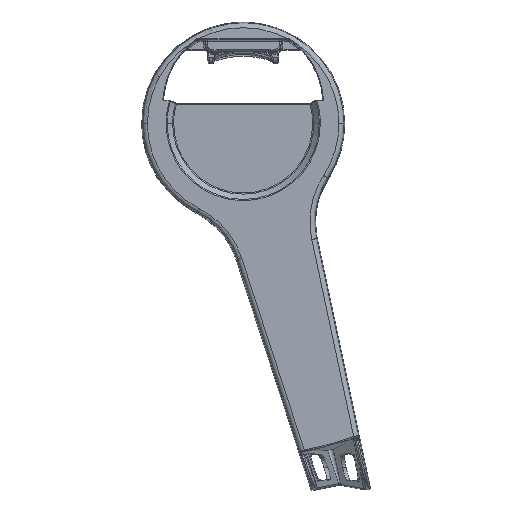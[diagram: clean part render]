
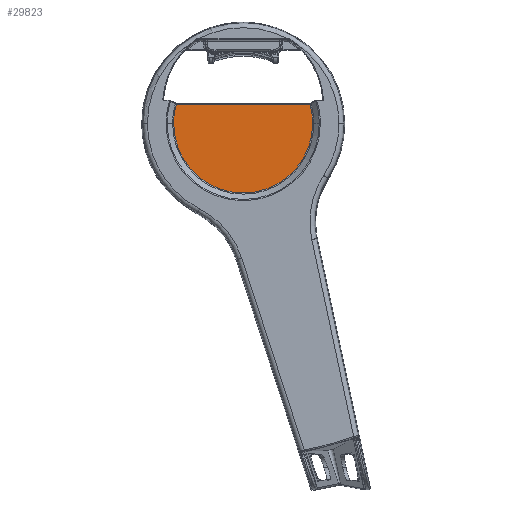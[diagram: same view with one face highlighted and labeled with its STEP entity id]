
A CAD part, top view. The second image highlights one B-rep face of the part: STEP entity #29823.
In plain terms, the highlighted planar face has unit normal (0, 0, 1).
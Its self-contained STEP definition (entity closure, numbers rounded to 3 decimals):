
#578 = CIRCLE ( 'NONE', #13643, 21.893 ) ;
#779 = DIRECTION ( 'NONE',  ( 0., 0., 1. ) ) ;
#1009 = CARTESIAN_POINT ( 'NONE',  ( 0., 0., 158. ) ) ;
#2383 = EDGE_LOOP ( 'NONE', ( #12100, #30080, #9810, #27563 ) ) ;
#3416 = DIRECTION ( 'NONE',  ( 1., 0., 0. ) ) ;
#4134 = DIRECTION ( 'NONE',  ( 0., 0., 1. ) ) ;
#4167 = CARTESIAN_POINT ( 'NONE',  ( -21.043, 6.039, 158. ) ) ;
#5337 = AXIS2_PLACEMENT_3D ( 'NONE', #25358, #11005, #27747 ) ;
#5987 = FACE_OUTER_BOUND ( 'NONE', #2383, .T. ) ;
#7394 = AXIS2_PLACEMENT_3D ( 'NONE', #18584, #4134, #20977 ) ;
#8589 = CIRCLE ( 'NONE', #7394, 21.893 ) ;
#9810 = ORIENTED_EDGE ( 'NONE', *, *, #28800, .T. ) ;
#11005 = DIRECTION ( 'NONE',  ( 0., 0., 1. ) ) ;
#12100 = ORIENTED_EDGE ( 'NONE', *, *, #20598, .T. ) ;
#12426 = AXIS2_PLACEMENT_3D ( 'NONE', #1009, #17896, #3416 ) ;
#12813 = VECTOR ( 'NONE', #18061, 1000. ) ;
#13643 = AXIS2_PLACEMENT_3D ( 'NONE', #15230, #779, #17672 ) ;
#15230 = CARTESIAN_POINT ( 'NONE',  ( 0., 0., 158. ) ) ;
#15266 = CARTESIAN_POINT ( 'NONE',  ( 21.893, 0., 158. ) ) ;
#16867 = VERTEX_POINT ( 'NONE', #4167 ) ;
#17672 = DIRECTION ( 'NONE',  ( 1., 0., 0. ) ) ;
#17896 = DIRECTION ( 'NONE',  ( 0., 0., 1. ) ) ;
#18057 = EDGE_CURVE ( 'NONE', #22591, #16867, #27745, .T. ) ;
#18061 = DIRECTION ( 'NONE',  ( -1., 0., 0. ) ) ;
#18584 = CARTESIAN_POINT ( 'NONE',  ( 0., 0., 158. ) ) ;
#20446 = CARTESIAN_POINT ( 'NONE',  ( -21.893, 0., 158. ) ) ;
#20598 = EDGE_CURVE ( 'NONE', #16867, #28966, #578, .T. ) ;
#20734 = CIRCLE ( 'NONE', #5337, 21.893 ) ;
#20977 = DIRECTION ( 'NONE',  ( 1., 0., 0. ) ) ;
#22570 = PLANE ( 'NONE',  #12426 ) ;
#22591 = VERTEX_POINT ( 'NONE', #29904 ) ;
#24864 = VERTEX_POINT ( 'NONE', #15266 ) ;
#25358 = CARTESIAN_POINT ( 'NONE',  ( 0., 0., 158. ) ) ;
#26217 = EDGE_CURVE ( 'NONE', #28966, #24864, #20734, .T. ) ;
#27563 = ORIENTED_EDGE ( 'NONE', *, *, #18057, .T. ) ;
#27745 = LINE ( 'NONE', #29925, #12813 ) ;
#27747 = DIRECTION ( 'NONE',  ( 1., 0., 0. ) ) ;
#28800 = EDGE_CURVE ( 'NONE', #24864, #22591, #8589, .T. ) ;
#28966 = VERTEX_POINT ( 'NONE', #20446 ) ;
#29823 = ADVANCED_FACE ( 'NONE', ( #5987 ), #22570, .T. ) ;
#29904 = CARTESIAN_POINT ( 'NONE',  ( 21.043, 6.039, 158. ) ) ;
#29925 = CARTESIAN_POINT ( 'NONE',  ( -20.861, 6.039, 158. ) ) ;
#30080 = ORIENTED_EDGE ( 'NONE', *, *, #26217, .T. ) ;
